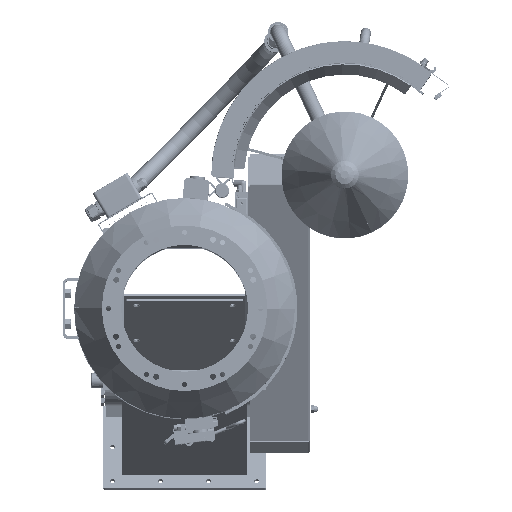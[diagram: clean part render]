
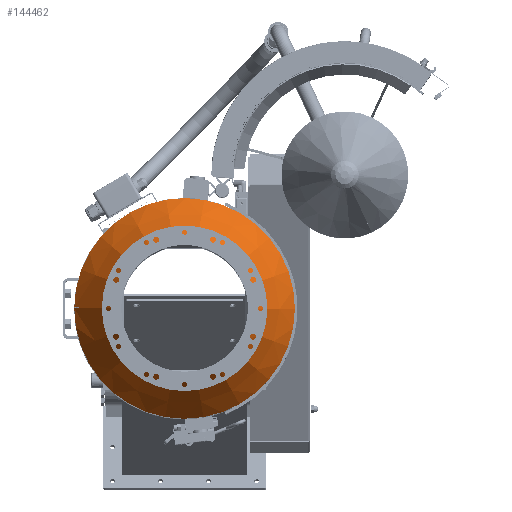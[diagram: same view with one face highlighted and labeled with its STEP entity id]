
A CAD part, top view. The second image highlights one B-rep face of the part: STEP entity #144462.
In plain terms, the highlighted conical face has half-angle 35.717 degrees and reference radius 172.112 mm.
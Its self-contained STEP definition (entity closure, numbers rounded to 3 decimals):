
#12303=LINE($,#232089,#24767);
#12306=LINE($,#232096,#24770);
#24767=VECTOR($,#170115,154.983);
#24770=VECTOR($,#170120,154.983);
#40804=FACE_OUTER_BOUND($,#49407,.T.);
#49407=EDGE_LOOP($,(#101853,#101854,#101855,#101856));
#58708=CIRCLE($,#154054,126.874);
#58709=CIRCLE($,#154056,217.35);
#63830=VERTEX_POINT($,#232083);
#63832=VERTEX_POINT($,#232087);
#63834=VERTEX_POINT($,#232093);
#63835=VERTEX_POINT($,#232095);
#78152=EDGE_CURVE($,#63830,#63832,#12303,.T.);
#78155=EDGE_CURVE($,#63835,#63834,#12306,.T.);
#78160=EDGE_CURVE($,#63835,#63832,#58708,.T.);
#78161=EDGE_CURVE($,#63834,#63830,#58709,.T.);
#101853=ORIENTED_EDGE($,*,*,#78152,.T.);
#101854=ORIENTED_EDGE($,*,*,#78160,.F.);
#101855=ORIENTED_EDGE($,*,*,#78155,.T.);
#101856=ORIENTED_EDGE($,*,*,#78161,.T.);
#134431=CONICAL_SURFACE($,#154055,172.112,35.717);
#144462=ADVANCED_FACE($,(#40804),#134431,.T.);
#154054=AXIS2_PLACEMENT_3D($,#232103,#170132,#170133);
#154055=AXIS2_PLACEMENT_3D($,#232104,#170134,#170135);
#154056=AXIS2_PLACEMENT_3D($,#232105,#170136,#170137);
#170115=DIRECTION($,(0.584,-0.005,0.812));
#170120=DIRECTION($,(-0.584,0.,-0.812));
#170132=DIRECTION('center_axis',(0.,0.,
1.));
#170133=DIRECTION('ref_axis',(-1.,0.,0.));
#170134=DIRECTION('center_axis',(0.,0.,
-1.));
#170135=DIRECTION('ref_axis',(-1.,0.,0.));
#170136=DIRECTION('center_axis',(0.,0.,
1.));
#170137=DIRECTION('ref_axis',(-1.,0.,0.));
#232083=CARTESIAN_POINT('',(-217.342,1.897,681.168));
#232087=CARTESIAN_POINT('',(-126.869,1.107,807.));
#232089=CARTESIAN_POINT($,(-217.342,1.897,681.168));
#232093=CARTESIAN_POINT('',(-217.35,0.,681.168));
#232095=CARTESIAN_POINT('',(-126.874,0.,807.));
#232096=CARTESIAN_POINT($,(-126.874,0.,807.));
#232103=CARTESIAN_POINT('Origin',(0.,0.,
807.));
#232104=CARTESIAN_POINT('Origin',(0.,0.,
744.084));
#232105=CARTESIAN_POINT('Origin',(0.,0.,
681.168));
